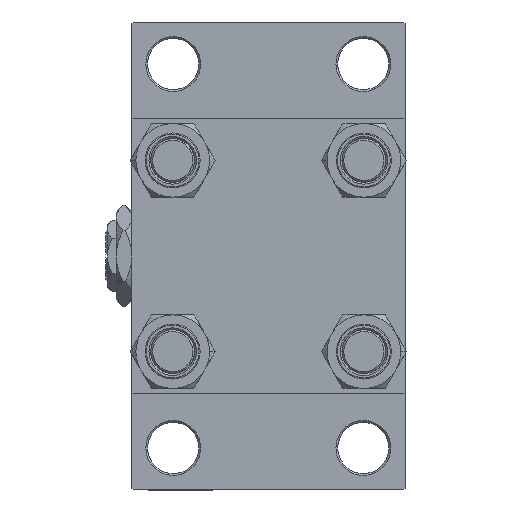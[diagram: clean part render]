
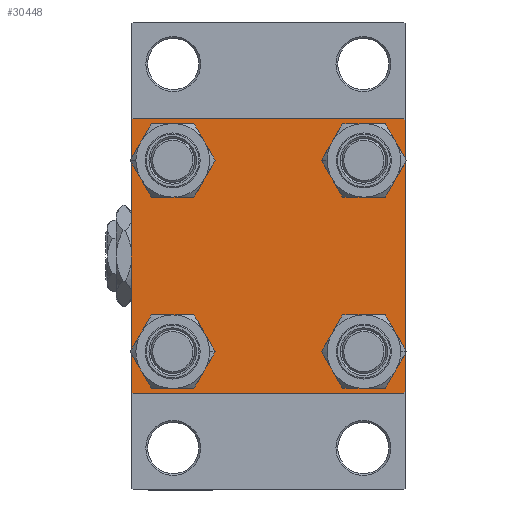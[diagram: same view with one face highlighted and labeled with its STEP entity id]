
A CAD part, left-side view. The second image highlights one B-rep face of the part: STEP entity #30448.
In plain terms, the highlighted planar face has unit normal (-1, 0, 0).
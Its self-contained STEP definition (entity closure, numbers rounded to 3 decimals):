
#149 = VERTEX_POINT ( 'NONE', #6780 ) ;
#651 = VERTEX_POINT ( 'NONE', #11089 ) ;
#766 = DIRECTION ( 'NONE',  ( 0., -1., 0. ) ) ;
#909 = DIRECTION ( 'NONE',  ( 0., 0.707, -0.707 ) ) ;
#1277 = VECTOR ( 'NONE', #766, 1000. ) ;
#1306 = ORIENTED_EDGE ( 'NONE', *, *, #31224, .F. ) ;
#1534 = AXIS2_PLACEMENT_3D ( 'NONE', #2868, #47237, #28736 ) ;
#1850 = CARTESIAN_POINT ( 'NONE',  ( 0., -26.15, -32.65 ) ) ;
#1996 = DIRECTION ( 'NONE',  ( 1., 0., 0. ) ) ;
#2868 = CARTESIAN_POINT ( 'NONE',  ( 0., 26.15, -26.15 ) ) ;
#3025 = VECTOR ( 'NONE', #17629, 1000. ) ;
#3930 = VERTEX_POINT ( 'NONE', #5373 ) ;
#4270 = EDGE_LOOP ( 'NONE', ( #28649, #46218 ) ) ;
#4414 = CARTESIAN_POINT ( 'NONE',  ( 0., -37., -37.5 ) ) ;
#4744 = FACE_OUTER_BOUND ( 'NONE', #30720, .T. ) ;
#5226 = PLANE ( 'NONE',  #41092 ) ;
#5373 = CARTESIAN_POINT ( 'NONE',  ( 0., 26.15, 32.65 ) ) ;
#5524 = LINE ( 'NONE', #27812, #1277 ) ;
#5958 = AXIS2_PLACEMENT_3D ( 'NONE', #42731, #12927, #46714 ) ;
#6452 = DIRECTION ( 'NONE',  ( 0., 0., -1. ) ) ;
#6571 = ORIENTED_EDGE ( 'NONE', *, *, #13767, .T. ) ;
#6701 = EDGE_CURVE ( 'NONE', #40445, #16750, #18384, .T. ) ;
#6780 = CARTESIAN_POINT ( 'NONE',  ( 0., 37.5, 37. ) ) ;
#6795 = EDGE_CURVE ( 'NONE', #31984, #33275, #37829, .T. ) ;
#6891 = EDGE_LOOP ( 'NONE', ( #6571, #11752 ) ) ;
#8122 = ORIENTED_EDGE ( 'NONE', *, *, #13815, .T. ) ;
#8287 = CARTESIAN_POINT ( 'NONE',  ( 0., -37.5, -37. ) ) ;
#8498 = FACE_BOUND ( 'NONE', #4270, .T. ) ;
#8604 = VECTOR ( 'NONE', #31897, 1000. ) ;
#8650 = CARTESIAN_POINT ( 'NONE',  ( 0., -26.15, 32.65 ) ) ;
#9788 = CARTESIAN_POINT ( 'NONE',  ( 0., 37.5, -37. ) ) ;
#10132 = LINE ( 'NONE', #33635, #38685 ) ;
#10210 = EDGE_CURVE ( 'NONE', #16137, #651, #48297, .T. ) ;
#10265 = ORIENTED_EDGE ( 'NONE', *, *, #16452, .T. ) ;
#10896 = DIRECTION ( 'NONE',  ( 0., -0.707, -0.707 ) ) ;
#11064 = ORIENTED_EDGE ( 'NONE', *, *, #39540, .F. ) ;
#11089 = CARTESIAN_POINT ( 'NONE',  ( 0., -26.15, -19.65 ) ) ;
#11127 = VERTEX_POINT ( 'NONE', #8287 ) ;
#11752 = ORIENTED_EDGE ( 'NONE', *, *, #10210, .T. ) ;
#11895 = CARTESIAN_POINT ( 'NONE',  ( 0., -37.25, -37.25 ) ) ;
#12550 = AXIS2_PLACEMENT_3D ( 'NONE', #14989, #29109, #45283 ) ;
#12885 = DIRECTION ( 'NONE',  ( 0., 0., 1. ) ) ;
#12927 = DIRECTION ( 'NONE',  ( 1., 0., 0. ) ) ;
#13624 = LINE ( 'NONE', #28907, #3025 ) ;
#13767 = EDGE_CURVE ( 'NONE', #651, #16137, #34817, .T. ) ;
#13815 = EDGE_CURVE ( 'NONE', #40188, #13981, #38935, .T. ) ;
#13981 = VERTEX_POINT ( 'NONE', #25143 ) ;
#14052 = VECTOR ( 'NONE', #909, 1000. ) ;
#14989 = CARTESIAN_POINT ( 'NONE',  ( 0., 26.15, 26.15 ) ) ;
#15151 = CARTESIAN_POINT ( 'NONE',  ( 0., -26.15, 26.15 ) ) ;
#15387 = DIRECTION ( 'NONE',  ( 0., 0., 1. ) ) ;
#16137 = VERTEX_POINT ( 'NONE', #1850 ) ;
#16452 = EDGE_CURVE ( 'NONE', #3930, #43187, #27757, .T. ) ;
#16750 = VERTEX_POINT ( 'NONE', #31163 ) ;
#16755 = ORIENTED_EDGE ( 'NONE', *, *, #38461, .T. ) ;
#17629 = DIRECTION ( 'NONE',  ( 0., -1., 0. ) ) ;
#17723 = EDGE_CURVE ( 'NONE', #33054, #11127, #24394, .T. ) ;
#18114 = DIRECTION ( 'NONE',  ( 0., 0., -1. ) ) ;
#18384 = LINE ( 'NONE', #33664, #44302 ) ;
#18429 = FACE_BOUND ( 'NONE', #49418, .T. ) ;
#18550 = CARTESIAN_POINT ( 'NONE',  ( 0., 26.15, -19.65 ) ) ;
#18642 = EDGE_LOOP ( 'NONE', ( #10265, #40768 ) ) ;
#19146 = DIRECTION ( 'NONE',  ( 1., 0., 0. ) ) ;
#19534 = AXIS2_PLACEMENT_3D ( 'NONE', #27149, #41918, #42409 ) ;
#19839 = VERTEX_POINT ( 'NONE', #37858 ) ;
#19898 = CARTESIAN_POINT ( 'NONE',  ( 0., -37.25, 37.25 ) ) ;
#20308 = ORIENTED_EDGE ( 'NONE', *, *, #37882, .T. ) ;
#21935 = EDGE_CURVE ( 'NONE', #16750, #33054, #13624, .T. ) ;
#22555 = CARTESIAN_POINT ( 'NONE',  ( 0., 37.25, 37.25 ) ) ;
#22851 = AXIS2_PLACEMENT_3D ( 'NONE', #15151, #19146, #15387 ) ;
#23072 = VECTOR ( 'NONE', #6452, 1000. ) ;
#23755 = FACE_BOUND ( 'NONE', #18642, .T. ) ;
#24394 = LINE ( 'NONE', #11895, #8604 ) ;
#24551 = DIRECTION ( 'NONE',  ( 0., 0., 1. ) ) ;
#24898 = EDGE_CURVE ( 'NONE', #19839, #48532, #47095, .T. ) ;
#24993 = DIRECTION ( 'NONE',  ( 0., 0., 1. ) ) ;
#25143 = CARTESIAN_POINT ( 'NONE',  ( 0., -37., 37.5 ) ) ;
#26467 = ORIENTED_EDGE ( 'NONE', *, *, #17723, .T. ) ;
#27149 = CARTESIAN_POINT ( 'NONE',  ( 0., -26.15, 26.15 ) ) ;
#27520 = LINE ( 'NONE', #35267, #23072 ) ;
#27648 = AXIS2_PLACEMENT_3D ( 'NONE', #42683, #30930, #12885 ) ;
#27757 = CIRCLE ( 'NONE', #12550, 6.5 ) ;
#27812 = CARTESIAN_POINT ( 'NONE',  ( 0., 37.5, 37.5 ) ) ;
#28649 = ORIENTED_EDGE ( 'NONE', *, *, #29372, .T. ) ;
#28736 = DIRECTION ( 'NONE',  ( 0., 0., 1. ) ) ;
#28901 = AXIS2_PLACEMENT_3D ( 'NONE', #47063, #1996, #24551 ) ;
#28907 = CARTESIAN_POINT ( 'NONE',  ( 0., 37.5, -37.5 ) ) ;
#28934 = CARTESIAN_POINT ( 'NONE',  ( 0., -37.5, 37. ) ) ;
#29109 = DIRECTION ( 'NONE',  ( 1., 0., 0. ) ) ;
#29372 = EDGE_CURVE ( 'NONE', #48532, #19839, #48031, .T. ) ;
#30011 = VERTEX_POINT ( 'NONE', #44189 ) ;
#30279 = CARTESIAN_POINT ( 'NONE',  ( 0., 26.15, 26.15 ) ) ;
#30448 = ADVANCED_FACE ( 'NONE', ( #18429, #42778, #8498, #23755, #4744 ), #5226, .T. ) ;
#30720 = EDGE_LOOP ( 'NONE', ( #34390, #39260, #31644, #26467, #1306, #8122, #11064, #16755 ) ) ;
#30826 = CARTESIAN_POINT ( 'NONE',  ( 0., -26.15, 19.65 ) ) ;
#30930 = DIRECTION ( 'NONE',  ( 1., 0., 0. ) ) ;
#31163 = CARTESIAN_POINT ( 'NONE',  ( 0., 37., -37.5 ) ) ;
#31224 = EDGE_CURVE ( 'NONE', #40188, #11127, #10132, .T. ) ;
#31644 = ORIENTED_EDGE ( 'NONE', *, *, #21935, .T. ) ;
#31897 = DIRECTION ( 'NONE',  ( 0., -0.707, 0.707 ) ) ;
#31984 = VERTEX_POINT ( 'NONE', #8650 ) ;
#32001 = DIRECTION ( 'NONE',  ( -1., 0., 0. ) ) ;
#33054 = VERTEX_POINT ( 'NONE', #4414 ) ;
#33226 = VECTOR ( 'NONE', #46668, 1000. ) ;
#33275 = VERTEX_POINT ( 'NONE', #30826 ) ;
#33471 = ORIENTED_EDGE ( 'NONE', *, *, #6795, .T. ) ;
#33635 = CARTESIAN_POINT ( 'NONE',  ( 0., -37.5, 37.5 ) ) ;
#33664 = CARTESIAN_POINT ( 'NONE',  ( 0., 37.25, -37.25 ) ) ;
#34390 = ORIENTED_EDGE ( 'NONE', *, *, #44950, .T. ) ;
#34817 = CIRCLE ( 'NONE', #27648, 6.5 ) ;
#35267 = CARTESIAN_POINT ( 'NONE',  ( 0., 37.5, 37.5 ) ) ;
#35754 = CARTESIAN_POINT ( 'NONE',  ( 0., 0., 0. ) ) ;
#36357 = CARTESIAN_POINT ( 'NONE',  ( 0., 26.15, 19.65 ) ) ;
#37829 = CIRCLE ( 'NONE', #19534, 6.5 ) ;
#37858 = CARTESIAN_POINT ( 'NONE',  ( 0., 26.15, -32.65 ) ) ;
#37882 = EDGE_CURVE ( 'NONE', #33275, #31984, #40437, .T. ) ;
#38461 = EDGE_CURVE ( 'NONE', #30011, #149, #45078, .T. ) ;
#38685 = VECTOR ( 'NONE', #18114, 1000. ) ;
#38935 = LINE ( 'NONE', #19898, #33226 ) ;
#39260 = ORIENTED_EDGE ( 'NONE', *, *, #6701, .T. ) ;
#39540 = EDGE_CURVE ( 'NONE', #30011, #13981, #5524, .T. ) ;
#40188 = VERTEX_POINT ( 'NONE', #28934 ) ;
#40437 = CIRCLE ( 'NONE', #22851, 6.5 ) ;
#40445 = VERTEX_POINT ( 'NONE', #9788 ) ;
#40768 = ORIENTED_EDGE ( 'NONE', *, *, #43462, .T. ) ;
#41092 = AXIS2_PLACEMENT_3D ( 'NONE', #35754, #32001, #24993 ) ;
#41295 = DIRECTION ( 'NONE',  ( 0., 0., 1. ) ) ;
#41918 = DIRECTION ( 'NONE',  ( 1., 0., 0. ) ) ;
#42409 = DIRECTION ( 'NONE',  ( 0., 0., 1. ) ) ;
#42683 = CARTESIAN_POINT ( 'NONE',  ( 0., -26.15, -26.15 ) ) ;
#42731 = CARTESIAN_POINT ( 'NONE',  ( 0., -26.15, -26.15 ) ) ;
#42778 = FACE_BOUND ( 'NONE', #6891, .T. ) ;
#43187 = VERTEX_POINT ( 'NONE', #36357 ) ;
#43462 = EDGE_CURVE ( 'NONE', #43187, #3930, #43819, .T. ) ;
#43819 = CIRCLE ( 'NONE', #44613, 6.5 ) ;
#44189 = CARTESIAN_POINT ( 'NONE',  ( 0., 37., 37.5 ) ) ;
#44302 = VECTOR ( 'NONE', #10896, 1000. ) ;
#44613 = AXIS2_PLACEMENT_3D ( 'NONE', #30279, #49035, #41295 ) ;
#44950 = EDGE_CURVE ( 'NONE', #149, #40445, #27520, .T. ) ;
#45078 = LINE ( 'NONE', #22555, #14052 ) ;
#45283 = DIRECTION ( 'NONE',  ( 0., 0., 1. ) ) ;
#46218 = ORIENTED_EDGE ( 'NONE', *, *, #24898, .T. ) ;
#46668 = DIRECTION ( 'NONE',  ( 0., 0.707, 0.707 ) ) ;
#46714 = DIRECTION ( 'NONE',  ( 0., 0., 1. ) ) ;
#47063 = CARTESIAN_POINT ( 'NONE',  ( 0., 26.15, -26.15 ) ) ;
#47095 = CIRCLE ( 'NONE', #1534, 6.5 ) ;
#47237 = DIRECTION ( 'NONE',  ( 1., 0., 0. ) ) ;
#48031 = CIRCLE ( 'NONE', #28901, 6.5 ) ;
#48297 = CIRCLE ( 'NONE', #5958, 6.5 ) ;
#48532 = VERTEX_POINT ( 'NONE', #18550 ) ;
#49035 = DIRECTION ( 'NONE',  ( 1., 0., 0. ) ) ;
#49418 = EDGE_LOOP ( 'NONE', ( #33471, #20308 ) ) ;
